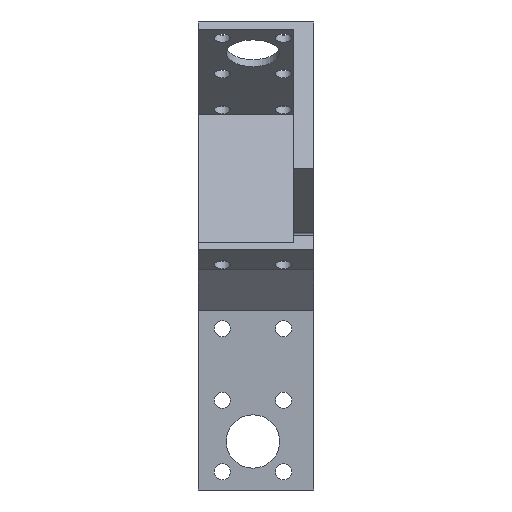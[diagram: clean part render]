
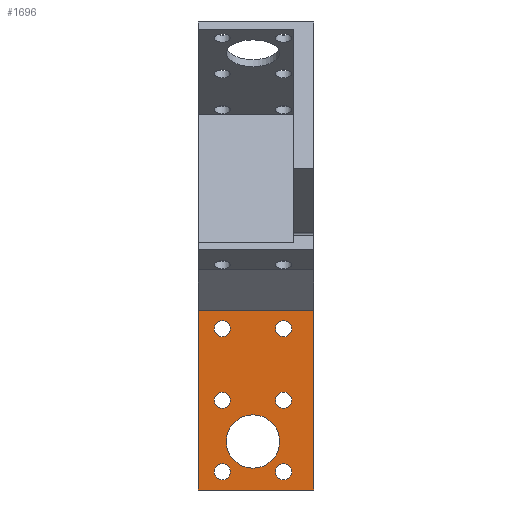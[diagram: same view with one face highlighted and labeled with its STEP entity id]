
A CAD part, left-side view. The second image highlights one B-rep face of the part: STEP entity #1696.
In plain terms, the highlighted planar face has unit normal (-1, 0, 0).
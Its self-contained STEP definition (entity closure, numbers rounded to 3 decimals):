
#115=FACE_BOUND('',#443,.T.);
#116=FACE_BOUND('',#444,.T.);
#117=FACE_BOUND('',#445,.T.);
#118=FACE_BOUND('',#446,.T.);
#119=FACE_BOUND('',#447,.T.);
#120=FACE_BOUND('',#448,.T.);
#121=FACE_BOUND('',#449,.T.);
#161=CIRCLE('',#1736,2.);
#162=CIRCLE('',#1738,2.);
#167=CIRCLE('',#1745,2.);
#169=CIRCLE('',#1748,2.);
#171=CIRCLE('',#1751,2.);
#172=CIRCLE('',#1753,2.);
#215=CIRCLE('',#1839,6.6);
#294=FACE_OUTER_BOUND('',#442,.T.);
#442=EDGE_LOOP('',(#1448,#1449,#1450,#1451));
#443=EDGE_LOOP('',(#1452));
#444=EDGE_LOOP('',(#1453));
#445=EDGE_LOOP('',(#1454));
#446=EDGE_LOOP('',(#1455));
#447=EDGE_LOOP('',(#1456));
#448=EDGE_LOOP('',(#1457));
#449=EDGE_LOOP('',(#1458));
#539=LINE('',#2426,#680);
#571=LINE('',#2490,#712);
#595=LINE('',#2658,#736);
#624=LINE('',#2740,#765);
#680=VECTOR('',#1948,44.4);
#712=VECTOR('',#1986,28.65);
#736=VECTOR('',#2170,28.65);
#765=VECTOR('',#2267,44.4);
#818=VERTEX_POINT('',#2423);
#819=VERTEX_POINT('',#2425);
#848=VERTEX_POINT('',#2488);
#852=VERTEX_POINT('',#2499);
#853=VERTEX_POINT('',#2502);
#858=VERTEX_POINT('',#2514);
#860=VERTEX_POINT('',#2519);
#862=VERTEX_POINT('',#2524);
#863=VERTEX_POINT('',#2527);
#912=VERTEX_POINT('',#2657);
#927=VERTEX_POINT('',#2720);
#989=EDGE_CURVE('',#818,#819,#539,.T.);
#1021=EDGE_CURVE('',#848,#818,#571,.T.);
#1026=EDGE_CURVE('',#852,#852,#161,.T.);
#1027=EDGE_CURVE('',#853,#853,#162,.T.);
#1032=EDGE_CURVE('',#858,#858,#167,.T.);
#1034=EDGE_CURVE('',#860,#860,#169,.T.);
#1036=EDGE_CURVE('',#862,#862,#171,.T.);
#1037=EDGE_CURVE('',#863,#863,#172,.T.);
#1093=EDGE_CURVE('',#912,#819,#595,.T.);
#1123=EDGE_CURVE('',#927,#927,#215,.T.);
#1133=EDGE_CURVE('',#912,#848,#624,.T.);
#1448=ORIENTED_EDGE('',*,*,#1133,.F.);
#1449=ORIENTED_EDGE('',*,*,#1093,.T.);
#1450=ORIENTED_EDGE('',*,*,#989,.F.);
#1451=ORIENTED_EDGE('',*,*,#1021,.F.);
#1452=ORIENTED_EDGE('',*,*,#1026,.T.);
#1453=ORIENTED_EDGE('',*,*,#1027,.T.);
#1454=ORIENTED_EDGE('',*,*,#1032,.T.);
#1455=ORIENTED_EDGE('',*,*,#1034,.T.);
#1456=ORIENTED_EDGE('',*,*,#1036,.T.);
#1457=ORIENTED_EDGE('',*,*,#1037,.T.);
#1458=ORIENTED_EDGE('',*,*,#1123,.T.);
#1616=PLANE('',#1847);
#1696=ADVANCED_FACE('',(#294,#115,#116,#117,#118,#119,#120,#121),#1616,
 .T.);
#1736=AXIS2_PLACEMENT_3D('',#2500,#1994,#1995);
#1738=AXIS2_PLACEMENT_3D('',#2503,#1998,#1999);
#1745=AXIS2_PLACEMENT_3D('',#2515,#2012,#2013);
#1748=AXIS2_PLACEMENT_3D('',#2520,#2018,#2019);
#1751=AXIS2_PLACEMENT_3D('',#2525,#2024,#2025);
#1753=AXIS2_PLACEMENT_3D('',#2528,#2028,#2029);
#1839=AXIS2_PLACEMENT_3D('',#2721,#2243,#2244);
#1847=AXIS2_PLACEMENT_3D('',#2739,#2265,#2266);
#1948=DIRECTION('',(0.,0.,1.));
#1986=DIRECTION('',(0.,1.,0.));
#1994=DIRECTION('center_axis',(1.,0.,0.));
#1995=DIRECTION('ref_axis',(0.,0.,-1.));
#1998=DIRECTION('center_axis',(1.,0.,0.));
#1999=DIRECTION('ref_axis',(0.,0.,-1.));
#2012=DIRECTION('center_axis',(1.,0.,0.));
#2013=DIRECTION('ref_axis',(0.,0.,-1.));
#2018=DIRECTION('center_axis',(1.,0.,0.));
#2019=DIRECTION('ref_axis',(0.,0.,-1.));
#2024=DIRECTION('center_axis',(1.,0.,0.));
#2025=DIRECTION('ref_axis',(0.,0.,-1.));
#2028=DIRECTION('center_axis',(1.,0.,0.));
#2029=DIRECTION('ref_axis',(0.,0.,-1.));
#2170=DIRECTION('',(0.,1.,0.));
#2243=DIRECTION('center_axis',(1.,0.,0.));
#2244=DIRECTION('ref_axis',(0.,0.,1.));
#2265=DIRECTION('center_axis',(-1.,0.,0.));
#2266=DIRECTION('ref_axis',(0.,0.,1.));
#2267=DIRECTION('',(0.,0.,-1.));
#2423=CARTESIAN_POINT('',(-41.8,28.65,-42.4));
#2425=CARTESIAN_POINT('',(-41.8,28.65,2.));
#2426=CARTESIAN_POINT('',(-41.8,28.65,-42.4));
#2488=CARTESIAN_POINT('',(-41.8,0.,-42.4));
#2490=CARTESIAN_POINT('',(-41.8,0.,-42.4));
#2499=CARTESIAN_POINT('',(-41.8,7.5,-18.2));
#2500=CARTESIAN_POINT('Origin',(-41.8,7.5,-20.2));
#2502=CARTESIAN_POINT('',(-41.8,22.65,-0.5));
#2503=CARTESIAN_POINT('Origin',(-41.8,22.65,-2.5));
#2514=CARTESIAN_POINT('',(-41.8,22.65,-35.9));
#2515=CARTESIAN_POINT('Origin',(-41.8,22.65,-37.9));
#2519=CARTESIAN_POINT('',(-41.8,22.65,-18.2));
#2520=CARTESIAN_POINT('Origin',(-41.8,22.65,-20.2));
#2524=CARTESIAN_POINT('',(-41.8,7.5,-35.9));
#2525=CARTESIAN_POINT('Origin',(-41.8,7.5,-37.9));
#2527=CARTESIAN_POINT('',(-41.8,7.5,-0.5));
#2528=CARTESIAN_POINT('Origin',(-41.8,7.5,-2.5));
#2657=CARTESIAN_POINT('',(-41.8,0.,2.));
#2658=CARTESIAN_POINT('',(-41.8,0.,2.));
#2720=CARTESIAN_POINT('',(-41.8,15.075,-37.));
#2721=CARTESIAN_POINT('Origin',(-41.8,15.075,-30.4));
#2739=CARTESIAN_POINT('Origin',(-41.8,0.,-40.4));
#2740=CARTESIAN_POINT('',(-41.8,0.,-40.4));
